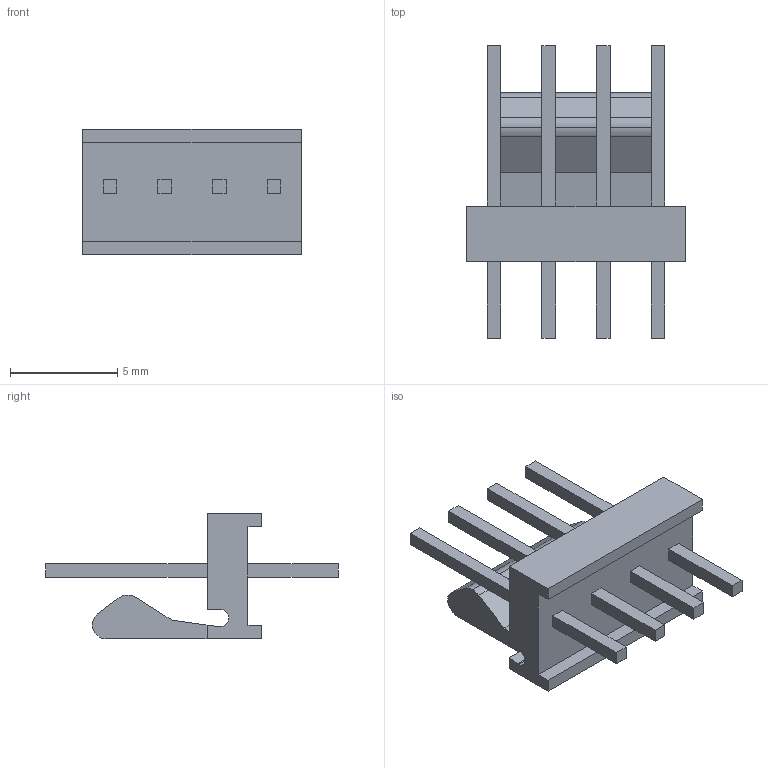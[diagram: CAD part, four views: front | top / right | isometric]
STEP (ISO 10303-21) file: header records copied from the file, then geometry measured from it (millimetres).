
FILE_DESCRIPTION(('STEP AP214'),'1');
FILE_NAME('640456-4.stp','2016-10-22T10:28:51',('TraceParts'),('TraceParts S.A.'),'Spatial InterOp 3D',' ',' ');
FILE_SCHEMA(('automotive_design'));
Length unit declared in the file: millimetre
Products named in the file (1): C-0640456-04-3
Bounding box: 10.16 x 13.59 x 5.84 mm (x, y, z)
Volume: 184.5 mm3; surface area: 442.5 mm2
Topology: 1 solids, 1 shells, 63 faces, 159 edges, 106 vertices
Faces by surface type: plane 58, cylinder 5
Entity records: 1878 total; most frequent: CARTESIAN_POINT 329, ORIENTED_EDGE 318, DIRECTION 297, EDGE_CURVE 159, LINE 149, VECTOR 149, VERTEX_POINT 106, AXIS2_PLACEMENT_3D 74
